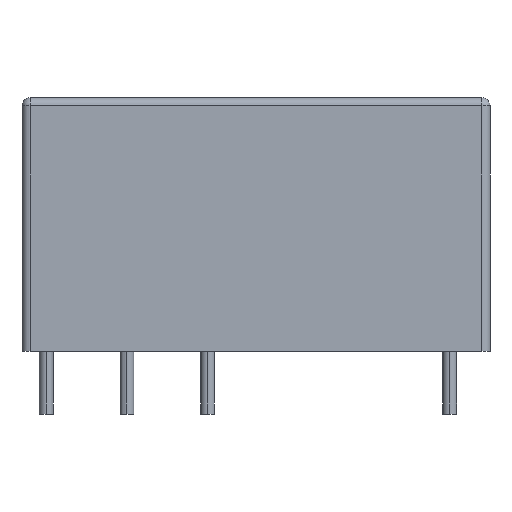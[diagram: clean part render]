
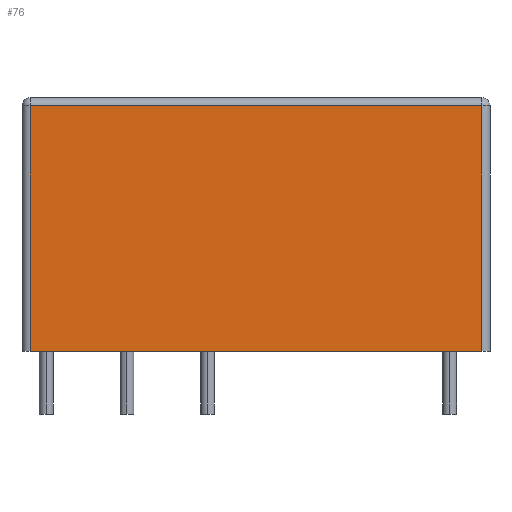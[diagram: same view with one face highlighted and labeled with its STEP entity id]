
A CAD part, left-side view. The second image highlights one B-rep face of the part: STEP entity #76.
In plain terms, the highlighted planar face has unit normal (-1, 0, 0).
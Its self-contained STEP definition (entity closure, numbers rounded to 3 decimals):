
#76=ADVANCED_FACE('',(#157),#158,.T.);
#157=FACE_OUTER_BOUND('',#249,.T.);
#158=PLANE('',#250);
#249=EDGE_LOOP('',(#487,#488,#489,#490));
#250=AXIS2_PLACEMENT_3D('',#491,#492,#493);
#487=ORIENTED_EDGE('',*,*,#571,.F.);
#488=ORIENTED_EDGE('',*,*,#633,.T.);
#489=ORIENTED_EDGE('',*,*,#634,.F.);
#490=ORIENTED_EDGE('',*,*,#635,.F.);
#491=CARTESIAN_POINT('',(0.0,0.0,3.9));
#492=DIRECTION('',(-1.0,0.0,0.0));
#493=DIRECTION('',(0.0,0.0,1.0));
#571=EDGE_CURVE('',#658,#660,#661,.T.);
#633=EDGE_CURVE('',#658,#761,#763,.T.);
#634=EDGE_CURVE('',#764,#761,#765,.T.);
#635=EDGE_CURVE('',#660,#764,#766,.T.);
#658=VERTEX_POINT('',#796);
#660=VERTEX_POINT('',#798);
#661=LINE('',#799,#800);
#761=VERTEX_POINT('',#924);
#763=LINE('',#926,#927);
#764=VERTEX_POINT('',#928);
#765=LINE('',#929,#930);
#766=LINE('',#931,#932);
#796=CARTESIAN_POINT('',(0.0,0.5,3.9));
#798=CARTESIAN_POINT('',(0.0,28.5,3.9));
#799=CARTESIAN_POINT('',(0.0,0.5,3.9));
#800=VECTOR('',#967,28.0);
#924=CARTESIAN_POINT('',(0.0,0.5,19.1));
#926=CARTESIAN_POINT('',(0.0,0.5,3.9));
#927=VECTOR('',#1103,15.2);
#928=CARTESIAN_POINT('',(0.0,28.5,19.1));
#929=CARTESIAN_POINT('',(0.0,28.5,19.1));
#930=VECTOR('',#1104,28.0);
#931=CARTESIAN_POINT('',(0.0,28.5,3.9));
#932=VECTOR('',#1105,15.2);
#967=DIRECTION('',(0.0,1.0,0.0));
#1103=DIRECTION('',(0.0,0.0,1.0));
#1104=DIRECTION('',(0.0,-1.0,0.0));
#1105=DIRECTION('',(0.0,0.0,1.0));
